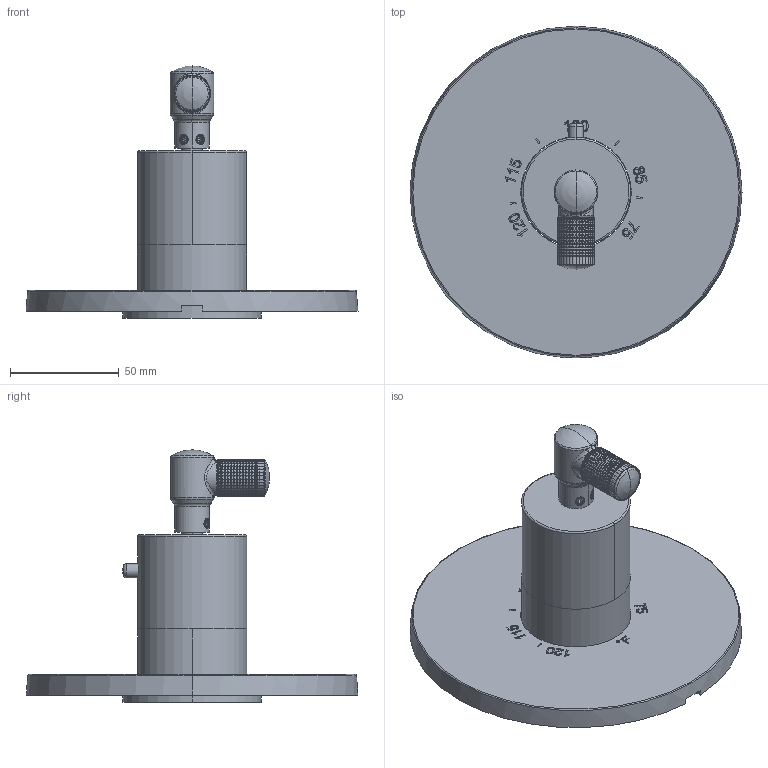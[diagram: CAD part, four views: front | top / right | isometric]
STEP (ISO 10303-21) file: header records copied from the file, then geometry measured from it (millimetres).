
FILE_DESCRIPTION((''),'2;1');
FILE_NAME('3-3254TR_ASM','2019-11-08T13:09:19',('rsmith'),(''),'CREO PARAMETRIC BY PTC INC, 2018400','CREO PARAMETRIC BY PTC INC, 2018400','');
FILE_SCHEMA(('CONFIG_CONTROL_DESIGN'));
Length unit declared in the file: inch
Products named in the file (14): 12120; 11029; 12541; 11555; 92137; 11033; 20-176_ASM; 91308; 92113; 13194; 13157; 92000; 20-459_ASM; 3-3254TR_ASM
Assembly tree (14 placements, depth 3):
  3-3254TR_ASM
    12120
    11029
    20-176_ASM
      12541
      11555
      92137
      11033
    91308
    92113
    20-459_ASM
      13194
      13157
      92000  x2
Bounding box: 152.4 x 152.25 x 115.77 mm (x, y, z)
Volume: 93549.4 mm3; surface area: 142624.8 mm2
Topology: 12 solids, 81 shells, 3712 faces, 8966 edges, 5362 vertices
Faces by surface type: bspline 2043, cylinder 790, plane 493, extrusion 182, cone 130, torus 52, sphere 18, revolution 4
Entity records: 197245 total; most frequent: CARTESIAN_POINT 131662, ORIENTED_EDGE 16917, EDGE_CURVE 8837, B_SPLINE_CURVE_WITH_KNOTS 6715, DIRECTION 6281, VERTEX_POINT 5290, EDGE_LOOP 3767, FACE_OUTER_BOUND 3672
